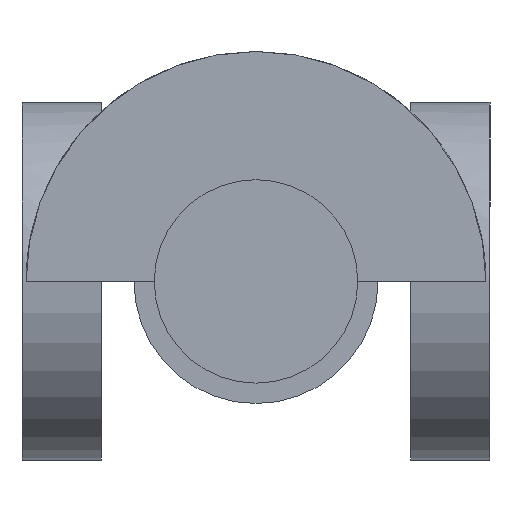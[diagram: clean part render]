
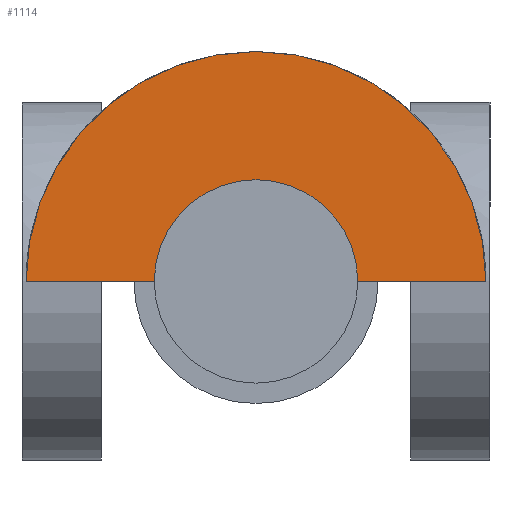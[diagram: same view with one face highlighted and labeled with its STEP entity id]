
A CAD part, left-side view. The second image highlights one B-rep face of the part: STEP entity #1114.
In plain terms, the highlighted planar face has unit normal (-1, 0, 0).
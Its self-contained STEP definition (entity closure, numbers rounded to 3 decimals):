
#715 = EDGE_CURVE('',#716,#718,#720,.T.);
#716 = VERTEX_POINT('',#717);
#717 = CARTESIAN_POINT('',(-6.425,-2.825,0.));
#718 = VERTEX_POINT('',#719);
#719 = CARTESIAN_POINT('',(-6.425,-1.25,0.));
#720 = LINE('',#721,#722);
#721 = CARTESIAN_POINT('',(-6.425,-2.825,0.));
#722 = VECTOR('',#723,1.);
#723 = DIRECTION('',(0.,1.,0.));
#781 = VERTEX_POINT('',#782);
#782 = CARTESIAN_POINT('',(-6.425,2.825,0.));
#788 = EDGE_CURVE('',#789,#781,#791,.T.);
#789 = VERTEX_POINT('',#790);
#790 = CARTESIAN_POINT('',(-6.425,1.25,0.));
#791 = LINE('',#792,#793);
#792 = CARTESIAN_POINT('',(-6.425,-2.825,0.));
#793 = VECTOR('',#794,1.);
#794 = DIRECTION('',(0.,1.,0.));
#887 = EDGE_CURVE('',#781,#716,#888,.T.);
#888 = CIRCLE('',#889,2.825);
#889 = AXIS2_PLACEMENT_3D('',#890,#891,#892);
#890 = CARTESIAN_POINT('',(-6.425,0.,0.));
#891 = DIRECTION('',(1.,0.,0.));
#892 = DIRECTION('',(0.,1.,0.));
#1114 = ADVANCED_FACE('',(#1115),#1127,.F.);
#1115 = FACE_BOUND('',#1116,.F.);
#1116 = EDGE_LOOP('',(#1117,#1118,#1119,#1120));
#1117 = ORIENTED_EDGE('',*,*,#788,.T.);
#1118 = ORIENTED_EDGE('',*,*,#887,.T.);
#1119 = ORIENTED_EDGE('',*,*,#715,.T.);
#1120 = ORIENTED_EDGE('',*,*,#1121,.F.);
#1121 = EDGE_CURVE('',#789,#718,#1122,.T.);
#1122 = CIRCLE('',#1123,1.25);
#1123 = AXIS2_PLACEMENT_3D('',#1124,#1125,#1126);
#1124 = CARTESIAN_POINT('',(-6.425,0.,0.));
#1125 = DIRECTION('',(1.,0.,0.));
#1126 = DIRECTION('',(0.,1.,0.));
#1127 = PLANE('',#1128);
#1128 = AXIS2_PLACEMENT_3D('',#1129,#1130,#1131);
#1129 = CARTESIAN_POINT('',(-6.425,0.,0.979));
#1130 = DIRECTION('',(1.,0.,0.));
#1131 = DIRECTION('',(0.,0.,1.));
